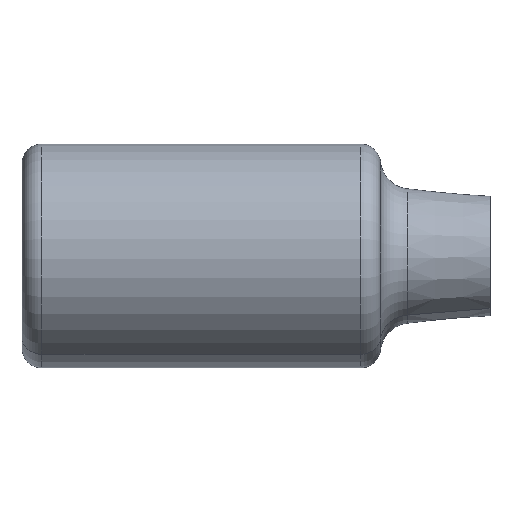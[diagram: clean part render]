
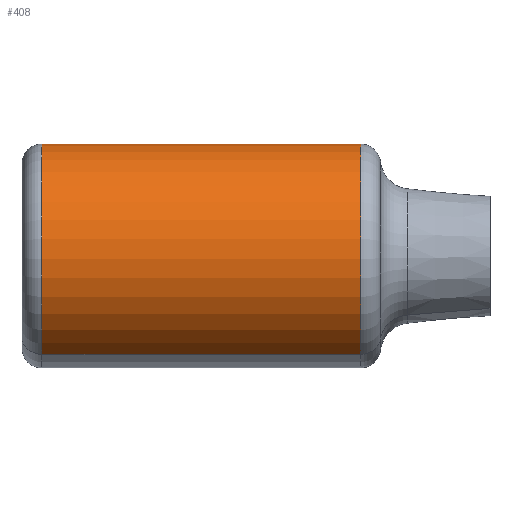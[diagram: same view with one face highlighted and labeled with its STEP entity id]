
A CAD part, left-side view. The second image highlights one B-rep face of the part: STEP entity #408.
In plain terms, the highlighted cylindrical face has radius 11.25 mm (diameter 22.5 mm), a partial arc.
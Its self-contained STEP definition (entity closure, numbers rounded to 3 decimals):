
#327=CARTESIAN_POINT('Vertex',(5.394,45.,9.873)) ;
#334=CARTESIAN_POINT('Vertex',(-5.394,45.,-9.873)) ;
#354=CARTESIAN_POINT('Axis2P3D Location',(0.,45.,0.)) ;
#366=CARTESIAN_POINT('Axis2P3D Location',(0.,23.5,0.)) ;
#371=CARTESIAN_POINT('Line Origine',(5.394,29.,9.873)) ;
#375=CARTESIAN_POINT('Vertex',(5.394,13.,9.873)) ;
#382=CARTESIAN_POINT('Vertex',(-5.394,13.,-9.873)) ;
#385=CARTESIAN_POINT('Line Origine',(-5.394,29.,-9.873)) ;
#397=CARTESIAN_POINT('Axis2P3D Location',(0.,13.,0.)) ;
#355=DIRECTION('Axis2P3D Direction',(0.,1.,0.)) ;
#367=DIRECTION('Axis2P3D Direction',(0.,1.,0.)) ;
#368=DIRECTION('Axis2P3D XDirection',(-0.479,0.,-0.878)) ;
#372=DIRECTION('Vector Direction',(0.,1.,0.)) ;
#386=DIRECTION('Vector Direction',(0.,1.,0.)) ;
#398=DIRECTION('Axis2P3D Direction',(0.,1.,0.)) ;
#356=AXIS2_PLACEMENT_3D('Circle Axis2P3D',#354,#355,$) ;
#369=AXIS2_PLACEMENT_3D('Cylinder Axis2P3D',#366,#367,#368) ;
#399=AXIS2_PLACEMENT_3D('Circle Axis2P3D',#397,#398,$) ;
#403=ORIENTED_EDGE('',*,*,#358,.F.) ;
#404=ORIENTED_EDGE('',*,*,#389,.T.) ;
#405=ORIENTED_EDGE('',*,*,#401,.T.) ;
#406=ORIENTED_EDGE('',*,*,#377,.F.) ;
#373=VECTOR('Line Direction',#372,1.) ;
#387=VECTOR('Line Direction',#386,1.) ;
#408=ADVANCED_FACE('Corps principal',(#407),#370,.T.) ;
#357=CIRCLE('generated circle',#356,11.25) ;
#400=CIRCLE('generated circle',#399,11.25) ;
#370=CYLINDRICAL_SURFACE('generated cylinder',#369,11.25) ;
#358=EDGE_CURVE('',#335,#328,#357,.T.) ;
#377=EDGE_CURVE('',#328,#376,#374,.F.) ;
#389=EDGE_CURVE('',#335,#383,#388,.F.) ;
#401=EDGE_CURVE('',#383,#376,#400,.T.) ;
#402=EDGE_LOOP('',(#403,#404,#405,#406)) ;
#407=FACE_OUTER_BOUND('',#402,.T.) ;
#374=LINE('Line',#371,#373) ;
#388=LINE('Line',#385,#387) ;
#328=VERTEX_POINT('',#327) ;
#335=VERTEX_POINT('',#334) ;
#376=VERTEX_POINT('',#375) ;
#383=VERTEX_POINT('',#382) ;
